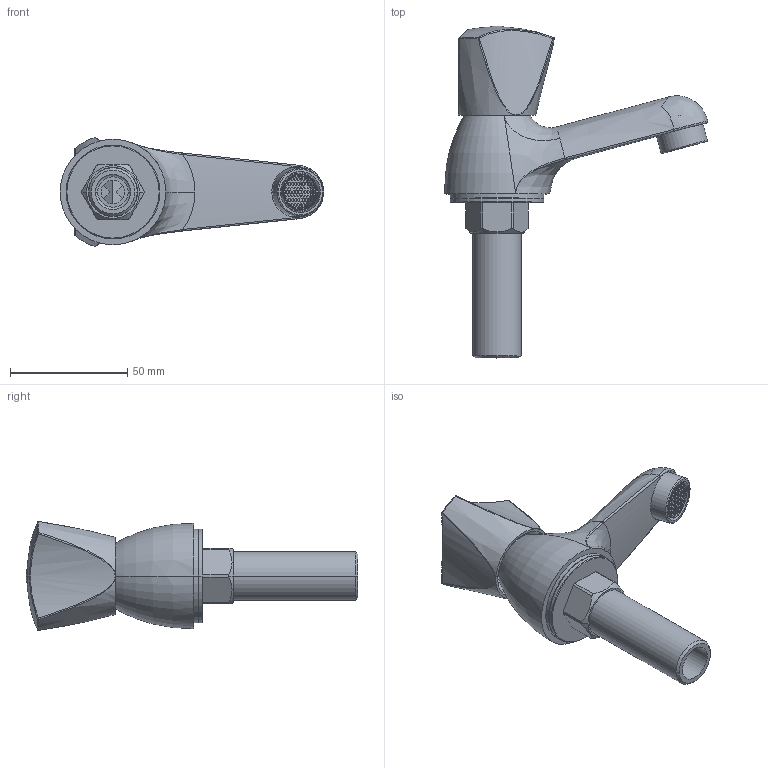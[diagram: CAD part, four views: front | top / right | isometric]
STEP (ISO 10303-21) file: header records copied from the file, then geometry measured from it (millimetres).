
FILE_DESCRIPTION((''),'2;1');
FILE_NAME('JUAH0061_ASM','2021-03-02T',('Administrator'),('Globeunion.com'),'PRO/ENGINEER BY PARAMETRIC TECHNOLOGY CORPORATION, 2015280','PRO/ENGINEER BY PARAMETRIC TECHNOLOGY CORPORATION, 2015280','');
FILE_SCHEMA(('CONFIG_CONTROL_DESIGN'));
Products named in the file (25): 106807N; 531084NH-01; 531084NH-02; 531084NH-03; 531084NH-04; 531084NH-05; 531084NH-06; 531084NH-08; 531084NH-09; 531084NH-10; 531084NH-11; 531084NH-12; 531084NH-13_AF0; 531094NC_ASM; 037110; 020185; 042009C; 054139; 082052; 024459; 510172_ASM; 027204; 024080; 058620; JUAH0061_ASM
Assembly tree (25 placements, depth 3):
  JUAH0061_ASM
    106807N
    531094NC_ASM
      531084NH-01
      531084NH-02
      531084NH-03
      531084NH-04  x2
      531084NH-05
      531084NH-06
      531084NH-08
      531084NH-09
      531084NH-10
      531084NH-11
      531084NH-12
      531084NH-13_AF0
    037110
    020185
    042009C
    510172_ASM
      054139
      082052
      024459
    027204
    024080
    058620
Bounding box: 112.45 x 141.7 x 46.55 mm (x, y, z)
Volume: 63148.5 mm3; surface area: 60460.4 mm2
Topology: 24 solids, 24 shells, 2478 faces, 7312 edges, 4747 vertices
Faces by surface type: cylinder 1209, plane 939, bspline 125, cone 93, torus 93, sphere 16, revolution 3
Entity records: 106276 total; most frequent: CARTESIAN_POINT 40157, ORIENTED_EDGE 14588, DIRECTION 12092, EDGE_CURVE 7294, VERTEX_POINT 4743, AXIS2_PLACEMENT_3D 4223, VECTOR 3643, LINE 3643
